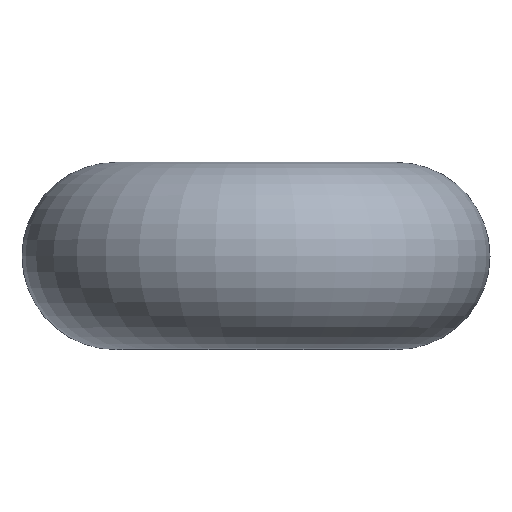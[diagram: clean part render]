
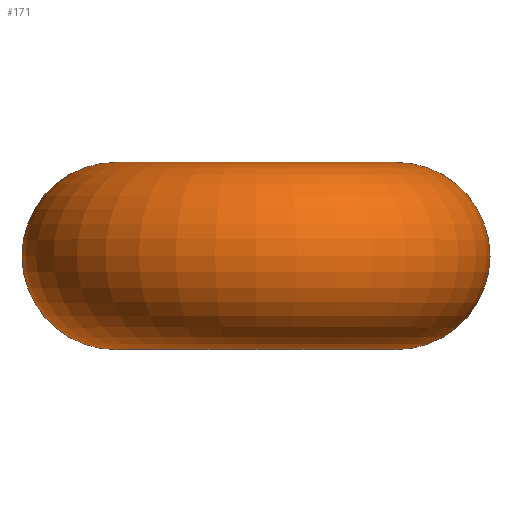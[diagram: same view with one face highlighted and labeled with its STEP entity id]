
A CAD part, top view. The second image highlights one B-rep face of the part: STEP entity #171.
In plain terms, the highlighted toroidal (fillet/blend) face has major radius 1.5 mm and minor radius 1 mm.
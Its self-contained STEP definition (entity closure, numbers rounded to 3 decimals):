
#39=TOROIDAL_SURFACE('',#207,1.5,1.);
#43=FACE_OUTER_BOUND('',#60,.T.);
#60=EDGE_LOOP('',(#123,#124,#125,#126));
#76=CIRCLE('',#206,1.5);
#77=CIRCLE('',#208,1.);
#78=CIRCLE('',#209,1.5);
#91=VERTEX_POINT('',#309);
#92=VERTEX_POINT('',#312);
#103=EDGE_CURVE('',#91,#91,#76,.T.);
#104=EDGE_CURVE('',#91,#92,#77,.T.);
#105=EDGE_CURVE('',#92,#92,#78,.T.);
#123=ORIENTED_EDGE('',*,*,#103,.T.);
#124=ORIENTED_EDGE('',*,*,#104,.T.);
#125=ORIENTED_EDGE('',*,*,#105,.T.);
#126=ORIENTED_EDGE('',*,*,#104,.F.);
#171=ADVANCED_FACE('',(#43),#39,.T.);
#206=AXIS2_PLACEMENT_3D('',#310,#241,#242);
#207=AXIS2_PLACEMENT_3D('',#311,#243,#244);
#208=AXIS2_PLACEMENT_3D('',#313,#245,#246);
#209=AXIS2_PLACEMENT_3D('',#314,#247,#248);
#241=DIRECTION('center_axis',(0.,-1.,0.));
#242=DIRECTION('ref_axis',(1.,0.,0.));
#243=DIRECTION('center_axis',(0.,1.,0.));
#244=DIRECTION('ref_axis',(0.,0.,1.));
#245=DIRECTION('center_axis',(-1.,0.,0.));
#246=DIRECTION('ref_axis',(0.,0.,-1.));
#247=DIRECTION('center_axis',(0.,1.,0.));
#248=DIRECTION('ref_axis',(1.,0.,0.));
#309=CARTESIAN_POINT('',(0.,2.,1.));
#310=CARTESIAN_POINT('Origin',(0.,2.,2.5));
#311=CARTESIAN_POINT('Origin',(0.,1.,2.5));
#312=CARTESIAN_POINT('',(0.,0.,1.));
#313=CARTESIAN_POINT('Origin',(0.,1.,1.));
#314=CARTESIAN_POINT('Origin',(0.,0.,2.5));
